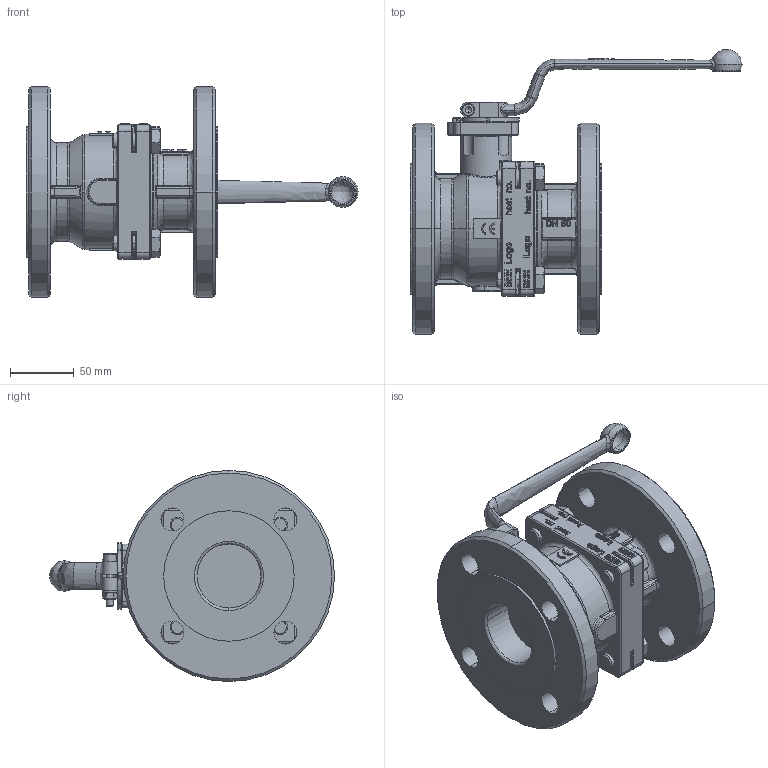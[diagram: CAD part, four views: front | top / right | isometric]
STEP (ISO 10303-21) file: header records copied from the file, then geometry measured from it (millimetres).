
FILE_DESCRIPTION (( 'STEP AP214' ), '1' );
FILE_NAME ('FK05_DN50.STEP', '2022-08-17T12:16:37', ( '' ), ( '' ), 'SwSTEP 2.0', 'SolidWorks 2021', '' );
FILE_SCHEMA (( 'AUTOMOTIVE_DESIGN' ));
Length unit declared in the file: metre
Products named in the file (3): ENG-069064; ENG-069064_2; FK05_DN50
Assembly tree (2 placements, depth 2):
  FK05_DN50
    ENG-069064
    ENG-069064_2
Bounding box: 259.5 x 222.72 x 165 mm (x, y, z)
Volume: 41.1 mm3; surface area: 193390.8 mm2
Topology: 1 solids, 9 shells, 1469 faces, 3828 edges, 2395 vertices
Faces by surface type: bspline 520, plane 498, cylinder 308, cone 139, torus 4
Entity records: 75360 total; most frequent: CARTESIAN_POINT 27169, ORIENTED_EDGE 7531, DIRECTION 5067, EDGE_CURVE 3776, VERTEX_POINT 2391, AXIS2_PLACEMENT_3D 1711, LINE 1645, VECTOR 1645
